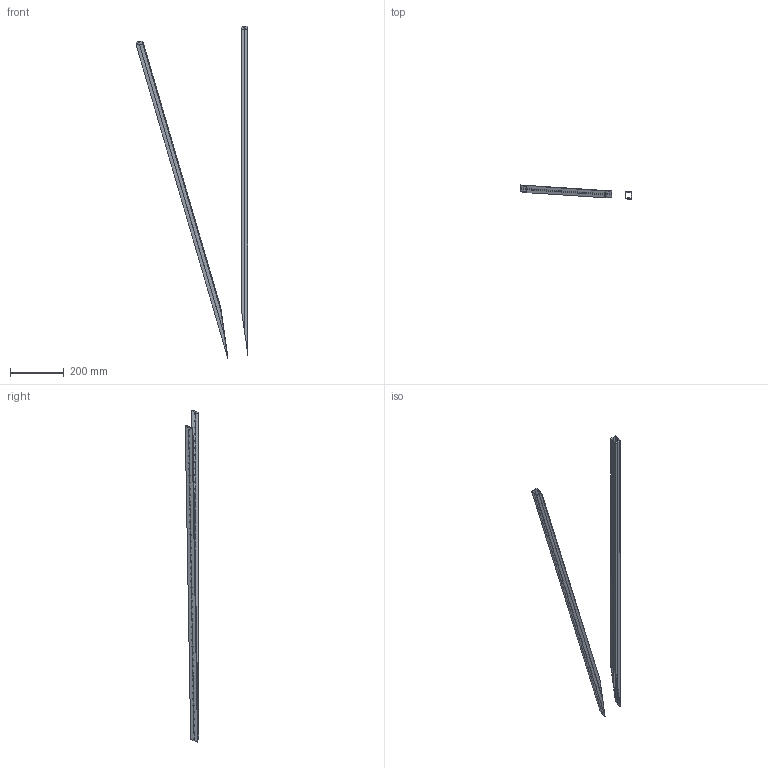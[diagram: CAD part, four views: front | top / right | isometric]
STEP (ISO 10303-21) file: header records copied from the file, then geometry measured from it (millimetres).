
FILE_DESCRIPTION(/* description */ (''),/* implementation_level */ '2;1');
FILE_NAME(/* name */ 'AngledRearSupport1x1.step',/* time_stamp */ '2023-01-17T19:09:05-08:00',/* author */ (''),/* organization */ (''),/* preprocessor_version */ 'ST-DEVELOPER v19.2',/* originating_system */ 'Autodesk Translation Framework v11.17.0.187',/* authorisation */ '');
FILE_SCHEMA (('AUTOMOTIVE_DESIGN { 1 0 10303 214 3 1 1 }'));
Length unit declared in the file: inch
Products named in the file (1): 1 x 1 x 0.100 Pre-Drilled VersaFrame Aluminum Tube Stock (59) (217-41
04)
Bounding box: 414.94 x 50.32 x 1231.25 mm (x, y, z)
Volume: 514170.9 mm3; surface area: 415526.5 mm2
Topology: 2 solids, 2 shells, 964 faces, 3594 edges, 2278 vertices
Faces by surface type: plane 784, cylinder 180
Full cylindrical faces by diameter (mm): 4.14 x178
Entity records: 39623 total; most frequent: DIRECTION 7660, ORIENTED_EDGE 7188, CARTESIAN_POINT 6837, EDGE_CURVE 3594, AXIS2_PLACEMENT_3D 3101, VERTEX_POINT 2278, LINE 1458, VECTOR 1458
